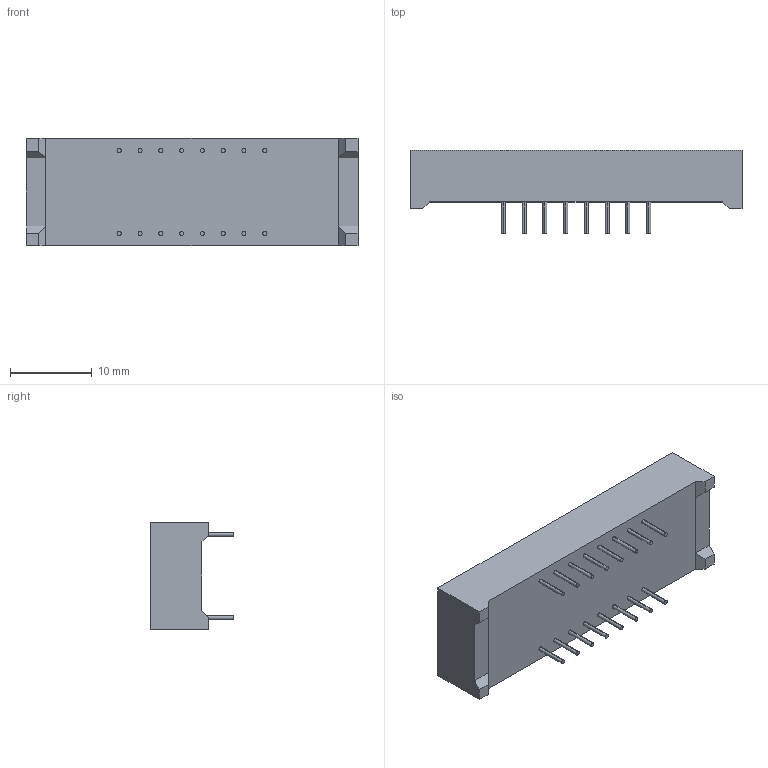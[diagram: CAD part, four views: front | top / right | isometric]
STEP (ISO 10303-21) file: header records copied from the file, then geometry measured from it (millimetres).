
FILE_DESCRIPTION (( 'STEP AP214' ), '1' );
FILE_NAME ('7-SEGMENT-4DIGIT-YOUNGSUN.STEP', '2016-03-14T16:31:57', ( '' ), ( '' ), 'SwSTEP 2.0', 'SolidWorks 2016', '' );
FILE_SCHEMA (( 'AUTOMOTIVE_DESIGN' ));
Length unit declared in the file: millimetre
Products named in the file (1): 7-SEGMENT-4DIGIT-YOUNGSUN
Bounding box: 40.6 x 10.23 x 13.12 mm (x, y, z)
Volume: 3386.3 mm3; surface area: 1895.2 mm2
Topology: 1 solids, 1 shells, 403 faces, 1050 edges, 700 vertices
Faces by surface type: plane 205, cylinder 198
Entity records: 12613 total; most frequent: DIRECTION 2254, CARTESIAN_POINT 2154, ORIENTED_EDGE 2100, EDGE_CURVE 1050, AXIS2_PLACEMENT_3D 800, VERTEX_POINT 700, LINE 654, VECTOR 654
